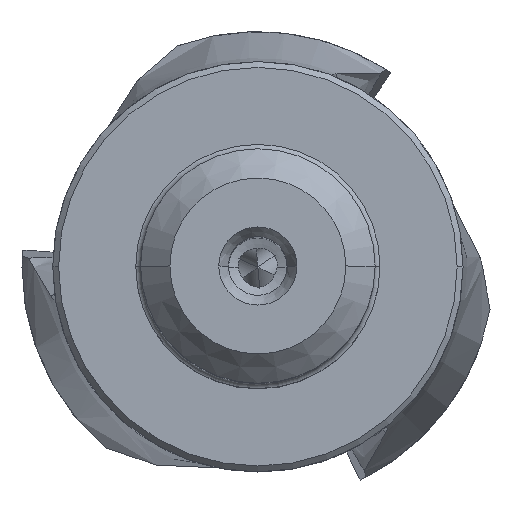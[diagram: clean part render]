
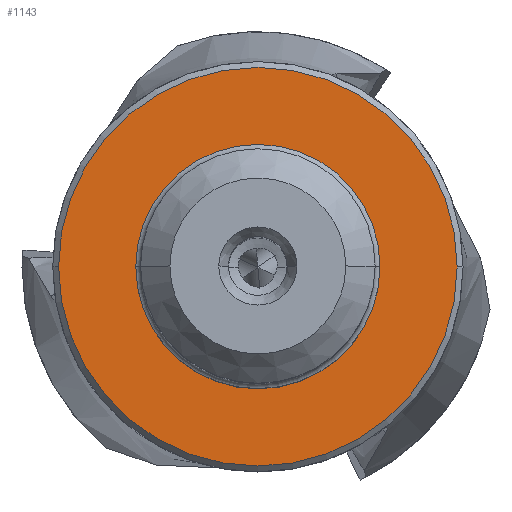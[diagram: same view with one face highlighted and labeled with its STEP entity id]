
A CAD part, top view. The second image highlights one B-rep face of the part: STEP entity #1143.
In plain terms, the highlighted planar face has unit normal (0, 0, 1).
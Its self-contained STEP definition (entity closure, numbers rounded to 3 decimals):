
#83=FACE_BOUND('',#1923,.T.);
#84=FACE_BOUND('',#1924,.T.);
#330=PLANE('',#7477);
#1143=ADVANCED_FACE('',(#83,#84),#330,.T.);
#1923=EDGE_LOOP('',(#3167,#3168,#3169,#3170));
#1924=EDGE_LOOP('',(#3171,#3172));
#2337=CIRCLE('',#7470,6.25);
#2338=CIRCLE('',#7472,10.2);
#2339=CIRCLE('',#7473,10.2);
#2340=CIRCLE('',#7474,10.2);
#2341=CIRCLE('',#7475,10.2);
#2342=CIRCLE('',#7476,6.25);
#3167=ORIENTED_EDGE('',*,*,#5903,.T.);
#3168=ORIENTED_EDGE('',*,*,#5904,.F.);
#3169=ORIENTED_EDGE('',*,*,#5905,.F.);
#3170=ORIENTED_EDGE('',*,*,#5906,.T.);
#3171=ORIENTED_EDGE('',*,*,#5902,.F.);
#3172=ORIENTED_EDGE('',*,*,#5907,.F.);
#5062=VERTEX_POINT('',#11735);
#5063=VERTEX_POINT('',#11737);
#5064=VERTEX_POINT('',#11741);
#5065=VERTEX_POINT('',#11742);
#5066=VERTEX_POINT('',#11744);
#5067=VERTEX_POINT('',#11746);
#5902=EDGE_CURVE('',#5063,#5062,#2337,.T.);
#5903=EDGE_CURVE('',#5064,#5065,#2338,.T.);
#5904=EDGE_CURVE('',#5066,#5065,#2339,.T.);
#5905=EDGE_CURVE('',#5067,#5066,#2340,.T.);
#5906=EDGE_CURVE('',#5067,#5064,#2341,.T.);
#5907=EDGE_CURVE('',#5062,#5063,#2342,.T.);
#7470=AXIS2_PLACEMENT_3D('',#11738,#8637,#8638);
#7472=AXIS2_PLACEMENT_3D('',#11740,#8641,#8642);
#7473=AXIS2_PLACEMENT_3D('',#11743,#8643,#8644);
#7474=AXIS2_PLACEMENT_3D('',#11745,#8645,#8646);
#7475=AXIS2_PLACEMENT_3D('',#11747,#8647,#8648);
#7476=AXIS2_PLACEMENT_3D('',#11748,#8649,#8650);
#7477=AXIS2_PLACEMENT_3D('',#11749,#8651,#8652);
#8637=DIRECTION('',(0.,0.,1.));
#8638=DIRECTION('',(-1.,0.,0.));
#8641=DIRECTION('',(0.,0.,1.));
#8642=DIRECTION('',(1.,-0.001,0.));
#8643=DIRECTION('',(0.,0.,-1.));
#8644=DIRECTION('',(1.,-0.001,0.));
#8645=DIRECTION('',(0.,0.,-1.));
#8646=DIRECTION('',(-1.,0.001,0.));
#8647=DIRECTION('',(0.,0.,1.));
#8648=DIRECTION('',(-1.,0.001,0.));
#8649=DIRECTION('',(0.,0.,1.));
#8650=DIRECTION('',(1.,0.,0.));
#8651=DIRECTION('',(0.,0.,1.));
#8652=DIRECTION('',(1.,0.,0.));
#11735=CARTESIAN_POINT('',(6.25,0.,0.));
#11737=CARTESIAN_POINT('',(-6.25,0.,0.));
#11738=CARTESIAN_POINT('',(0.,0.,0.));
#11740=CARTESIAN_POINT('',(0.,0.,0.));
#11741=CARTESIAN_POINT('',(-10.2,0.,0.));
#11742=CARTESIAN_POINT('',(10.2,-0.012,0.));
#11743=CARTESIAN_POINT('',(0.,0.,0.));
#11744=CARTESIAN_POINT('',(10.2,0.,0.));
#11745=CARTESIAN_POINT('',(0.,0.,0.));
#11746=CARTESIAN_POINT('',(-10.2,0.012,0.));
#11747=CARTESIAN_POINT('',(0.,0.,0.));
#11748=CARTESIAN_POINT('',(0.,0.,0.));
#11749=CARTESIAN_POINT('',(0.,0.,0.));
